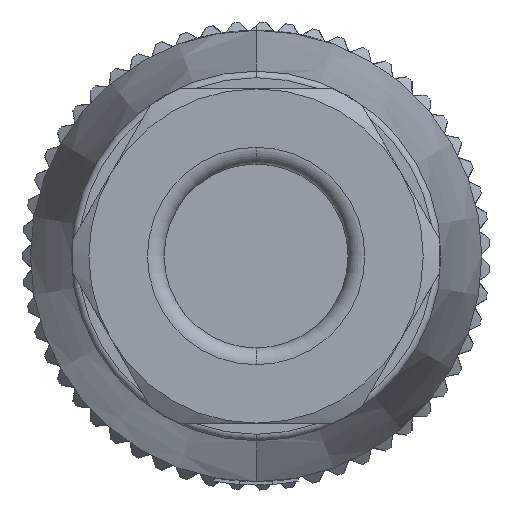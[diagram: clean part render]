
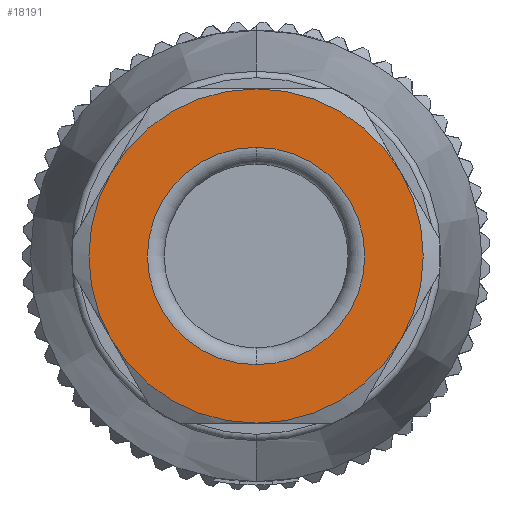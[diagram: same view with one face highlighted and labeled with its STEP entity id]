
A CAD part, left-side view. The second image highlights one B-rep face of the part: STEP entity #18191.
In plain terms, the highlighted face is planar.
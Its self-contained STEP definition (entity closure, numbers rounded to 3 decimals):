
#4945=CARTESIAN_POINT('',(27.763,-2.593,23.8));
#4946=DIRECTION('',(1.,0.,0.));
#4947=DIRECTION('',(0.,-0.866,-0.5));
#4948=AXIS2_PLACEMENT_3D('',#4945,#4946,#4947);
#4950=CARTESIAN_POINT('',(27.763,-2.593,23.8));
#4951=DIRECTION('',(1.,0.,0.));
#4952=DIRECTION('',(0.,-0.866,0.5));
#4953=AXIS2_PLACEMENT_3D('',#4950,#4951,#4952);
#4955=CARTESIAN_POINT('',(27.763,-2.593,23.8));
#4956=DIRECTION('',(1.,0.,0.));
#4957=DIRECTION('',(0.,0.,1.));
#4958=AXIS2_PLACEMENT_3D('',#4955,#4956,#4957);
#4960=CARTESIAN_POINT('',(27.763,-2.593,23.8));
#4961=DIRECTION('',(1.,0.,0.));
#4962=DIRECTION('',(0.,0.866,0.5));
#4963=AXIS2_PLACEMENT_3D('',#4960,#4961,#4962);
#4965=CARTESIAN_POINT('',(27.763,-2.593,23.8));
#4966=DIRECTION('',(1.,0.,0.));
#4967=DIRECTION('',(0.,0.866,-0.5));
#4968=AXIS2_PLACEMENT_3D('',#4965,#4966,#4967);
#4970=CARTESIAN_POINT('',(27.763,-2.593,23.8));
#4971=DIRECTION('',(1.,0.,0.));
#4972=DIRECTION('',(0.,0.,-1.));
#4973=AXIS2_PLACEMENT_3D('',#4970,#4971,#4972);
#4975=CARTESIAN_POINT('',(27.763,-2.593,23.8));
#4976=DIRECTION('',(-1.,0.,0.));
#4977=DIRECTION('',(0.,0.,-1.));
#4978=AXIS2_PLACEMENT_3D('',#4975,#4976,#4977);
#4980=CARTESIAN_POINT('',(27.763,-2.593,23.8));
#4981=DIRECTION('',(-1.,0.,0.));
#4982=DIRECTION('',(0.,0.,1.));
#4983=AXIS2_PLACEMENT_3D('',#4980,#4981,#4982);
#4997=CARTESIAN_POINT('',(27.763,-6.923,26.3));
#5035=CARTESIAN_POINT('',(27.763,1.737,26.3));
#5054=CARTESIAN_POINT('',(27.763,1.737,21.3));
#10304=VERTEX_POINT('',#5035);
#10548=VERTEX_POINT('',#4997);
#10812=VERTEX_POINT('',#5054);
#11017=CARTESIAN_POINT('',(27.763,-6.923,21.3));
#11018=VERTEX_POINT('',#11017);
#11205=CARTESIAN_POINT('',(27.763,-2.593,27.05));
#11206=CARTESIAN_POINT('',(27.763,-2.593,20.55));
#11207=VERTEX_POINT('',#11205);
#11208=VERTEX_POINT('',#11206);
#11313=CARTESIAN_POINT('',(27.763,-2.593,18.8));
#11314=VERTEX_POINT('',#11313);
#11338=CARTESIAN_POINT('',(27.763,-2.593,28.8));
#11339=VERTEX_POINT('',#11338);
#18167=CARTESIAN_POINT('',(27.763,-2.593,23.8));
#18168=DIRECTION('',(-1.,0.,0.));
#18169=DIRECTION('',(0.,0.,-1.));
#18170=AXIS2_PLACEMENT_3D('',#18167,#18168,#18169);
#18171=PLANE('',#18170);
#18172=ORIENTED_EDGE('',*,*,#18159,.F.);
#18174=ORIENTED_EDGE('',*,*,#18173,.F.);
#18176=ORIENTED_EDGE('',*,*,#18175,.F.);
#18178=ORIENTED_EDGE('',*,*,#18177,.F.);
#18180=ORIENTED_EDGE('',*,*,#18179,.F.);
#18182=ORIENTED_EDGE('',*,*,#18181,.F.);
#18183=EDGE_LOOP('',(#18172,#18174,#18176,#18178,#18180,#18182));
#18184=FACE_OUTER_BOUND('',#18183,.F.);
#18186=ORIENTED_EDGE('',*,*,#18185,.F.);
#18188=ORIENTED_EDGE('',*,*,#18187,.F.);
#18189=EDGE_LOOP('',(#18186,#18188));
#18190=FACE_BOUND('',#18189,.F.);
#18191=ADVANCED_FACE('',(#18184,#18190),#18171,.F.);
#4949=CIRCLE('',#4948,5.);
#4954=CIRCLE('',#4953,5.);
#4959=CIRCLE('',#4958,5.);
#4964=CIRCLE('',#4963,5.);
#4969=CIRCLE('',#4968,5.);
#4974=CIRCLE('',#4973,5.);
#4979=CIRCLE('',#4978,3.25);
#4984=CIRCLE('',#4983,3.25);
#18159=EDGE_CURVE('',#11018,#11314,#4949,.T.);
#18173=EDGE_CURVE('',#10548,#11018,#4954,.T.);
#18175=EDGE_CURVE('',#11339,#10548,#4959,.T.);
#18177=EDGE_CURVE('',#10304,#11339,#4964,.T.);
#18179=EDGE_CURVE('',#10812,#10304,#4969,.T.);
#18181=EDGE_CURVE('',#11314,#10812,#4974,.T.);
#18185=EDGE_CURVE('',#11208,#11207,#4979,.T.);
#18187=EDGE_CURVE('',#11207,#11208,#4984,.T.);
